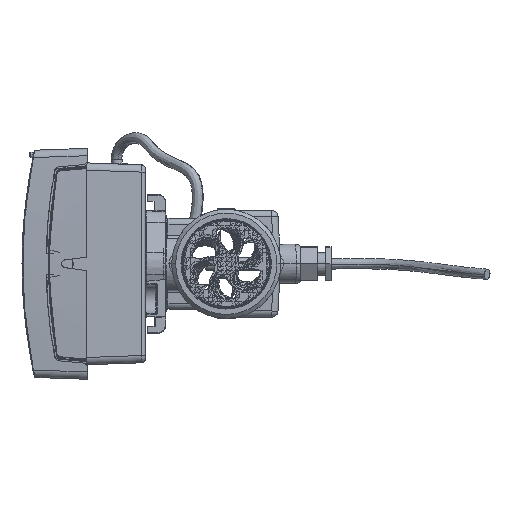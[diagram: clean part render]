
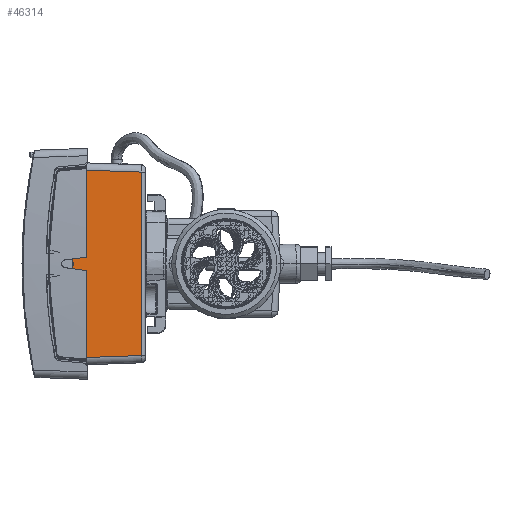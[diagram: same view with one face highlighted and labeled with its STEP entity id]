
A CAD part, left-side view. The second image highlights one B-rep face of the part: STEP entity #46314.
In plain terms, the highlighted planar face has unit normal (-0.999, -0.035, 0).
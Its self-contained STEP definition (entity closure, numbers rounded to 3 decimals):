
#1924=DIRECTION('',(0.,0.,1.));
#1925=VECTOR('',#1924,70.505);
#1926=CARTESIAN_POINT('',(6.949,1.448,-35.252));
#1927=LINE('',#1926,#1925);
#3159=CARTESIAN_POINT('',(6.207,22.7,35.994));
#3812=DIRECTION('',(0.,0.,-1.));
#3813=VECTOR('',#3812,34.85);
#3814=CARTESIAN_POINT('',(5.93,30.65,-0.75));
#3815=LINE('',#3814,#3813);
#3839=CARTESIAN_POINT('',(6.041,27.469,
-0.694));
#3845=DIRECTION('',(0.,0.,-1.));
#3846=VECTOR('',#3845,1.389);
#3847=CARTESIAN_POINT('',(6.041,27.469,0.694));
#3848=LINE('',#3847,#3846);
#3853=DIRECTION('',(0.,0.,1.));
#3854=VECTOR('',#3853,0.059);
#3855=CARTESIAN_POINT('',(6.207,22.7,-35.994));
#3856=LINE('',#3855,#3854);
#3857=CARTESIAN_POINT('',(6.207,22.7,-35.935));
#3858=CARTESIAN_POINT('',(6.207,22.7,-35.898));
#3859=CARTESIAN_POINT('',(6.207,22.718,-35.833));
#3860=CARTESIAN_POINT('',(6.204,22.794,-35.756));
#3861=CARTESIAN_POINT('',(6.202,22.859,-35.736));
#3862=CARTESIAN_POINT('',(6.2,22.897,-35.735));
#3864=DIRECTION('',(0.035,-0.999,0.017));
#3865=VECTOR('',#3864,3.183);
#3866=CARTESIAN_POINT('',(5.93,30.65,-0.75));
#3867=LINE('',#3866,#3865);
#3868=DIRECTION('',(-0.035,0.999,0.017));
#3869=VECTOR('',#3868,3.183);
#3870=CARTESIAN_POINT('',(6.041,27.469,0.694));
#3871=LINE('',#3870,#3869);
#3872=CARTESIAN_POINT('',(6.2,22.897,35.735));
#3873=CARTESIAN_POINT('',(6.202,22.859,35.736));
#3874=CARTESIAN_POINT('',(6.204,22.794,35.755));
#3875=CARTESIAN_POINT('',(6.207,22.718,35.832));
#3876=CARTESIAN_POINT('',(6.207,22.7,35.898));
#3877=CARTESIAN_POINT('',(6.207,22.7,35.935));
#3879=DIRECTION('',(0.,0.,1.));
#3880=VECTOR('',#3879,0.059);
#3881=CARTESIAN_POINT('',(6.207,22.7,35.935));
#3882=LINE('',#3881,#3880);
#3883=DIRECTION('',(0.035,-0.999,-0.035));
#3884=VECTOR('',#3883,21.278);
#3885=CARTESIAN_POINT('',(6.207,22.7,35.994));
#3886=LINE('',#3885,#3884);
#3887=DIRECTION('',(-0.035,0.999,-0.035));
#3888=VECTOR('',#3887,21.278);
#3889=CARTESIAN_POINT('',(6.949,1.448,-35.252));
#3890=LINE('',#3889,#3888);
#15042=DIRECTION('',(0.,0.,-1.));
#15043=VECTOR('',#15042,34.85);
#15044=CARTESIAN_POINT('',(5.93,30.65,35.6));
#15045=LINE('',#15044,#15043);
#18646=DIRECTION('',(-0.035,0.999,-0.017));
#18647=VECTOR('',#18646,7.759);
#18648=CARTESIAN_POINT('',(6.2,22.897,35.735));
#18649=LINE('',#18648,#18647);
#21935=DIRECTION('',(0.035,-0.999,-0.017));
#21936=VECTOR('',#21935,7.759);
#21937=CARTESIAN_POINT('',(5.93,30.65,-35.6));
#21938=LINE('',#21937,#21936);
#35451=CARTESIAN_POINT('',(6.949,1.448,35.252));
#35452=VERTEX_POINT('',#35451);
#35453=CARTESIAN_POINT('',(6.949,1.448,
-35.252));
#35454=VERTEX_POINT('',#35453);
#35756=VERTEX_POINT('',#3159);
#35762=CARTESIAN_POINT('',(6.207,22.7,35.935));
#35763=VERTEX_POINT('',#35762);
#35933=CARTESIAN_POINT('',(5.93,30.65,-0.75));
#35934=VERTEX_POINT('',#35933);
#35935=CARTESIAN_POINT('',(5.93,30.65,-35.6));
#35936=VERTEX_POINT('',#35935);
#35941=VERTEX_POINT('',#3839);
#35942=CARTESIAN_POINT('',(6.041,27.469,
0.694));
#35943=VERTEX_POINT('',#35942);
#35944=CARTESIAN_POINT('',(6.207,22.7,-35.994));
#35945=CARTESIAN_POINT('',(6.207,22.7,-35.935));
#35946=VERTEX_POINT('',#35944);
#35947=VERTEX_POINT('',#35945);
#35948=VERTEX_POINT('',#3862);
#35949=CARTESIAN_POINT('',(5.93,30.65,0.75));
#35950=VERTEX_POINT('',#35949);
#35951=CARTESIAN_POINT('',(5.93,30.65,35.6));
#35952=VERTEX_POINT('',#35951);
#35953=CARTESIAN_POINT('',(6.2,22.897,35.735));
#35954=VERTEX_POINT('',#35953);
#46285=CARTESIAN_POINT('',(7.,0.,-39.326));
#46286=DIRECTION('',(-0.999,-0.035,0.));
#46287=DIRECTION('',(0.,0.,-1.));
#46288=AXIS2_PLACEMENT_3D('',#46285,#46286,#46287);
#46289=PLANE('',#46288);
#46291=ORIENTED_EDGE('',*,*,#46290,.T.);
#46293=ORIENTED_EDGE('',*,*,#46292,.T.);
#46295=ORIENTED_EDGE('',*,*,#46294,.F.);
#46296=ORIENTED_EDGE('',*,*,#46243,.F.);
#46297=ORIENTED_EDGE('',*,*,#46265,.T.);
#46298=ORIENTED_EDGE('',*,*,#46276,.F.);
#46300=ORIENTED_EDGE('',*,*,#46299,.T.);
#46302=ORIENTED_EDGE('',*,*,#46301,.F.);
#46304=ORIENTED_EDGE('',*,*,#46303,.F.);
#46306=ORIENTED_EDGE('',*,*,#46305,.T.);
#46307=ORIENTED_EDGE('',*,*,#45336,.T.);
#46308=ORIENTED_EDGE('',*,*,#45323,.T.);
#46309=ORIENTED_EDGE('',*,*,#43605,.F.);
#46311=ORIENTED_EDGE('',*,*,#46310,.T.);
#46312=EDGE_LOOP('',(#46291,#46293,#46295,#46296,#46297,#46298,#46300,#46302,
#46304,#46306,#46307,#46308,#46309,#46311));
#46313=FACE_OUTER_BOUND('',#46312,.F.);
#46314=ADVANCED_FACE('',(#46313),#46289,.T.);
#3863=B_SPLINE_CURVE_WITH_KNOTS('',3,(#3857,#3858,#3859,#3860,#3861,#3862),
.UNSPECIFIED.,.F.,.F.,(4,1,1,4),(0.,0.333,0.667,1.),
.UNSPECIFIED.);
#3878=B_SPLINE_CURVE_WITH_KNOTS('',3,(#3872,#3873,#3874,#3875,#3876,#3877),
.UNSPECIFIED.,.F.,.F.,(4,1,1,4),(0.,0.333,0.667,1.),
.UNSPECIFIED.);
#43605=EDGE_CURVE('',#35454,#35452,#1927,.T.);
#45323=EDGE_CURVE('',#35756,#35452,#3886,.T.);
#45336=EDGE_CURVE('',#35763,#35756,#3882,.T.);
#46243=EDGE_CURVE('',#35934,#35936,#3815,.T.);
#46265=EDGE_CURVE('',#35934,#35941,#3867,.T.);
#46276=EDGE_CURVE('',#35943,#35941,#3848,.T.);
#46290=EDGE_CURVE('',#35946,#35947,#3856,.T.);
#46292=EDGE_CURVE('',#35947,#35948,#3863,.T.);
#46294=EDGE_CURVE('',#35936,#35948,#21938,.T.);
#46299=EDGE_CURVE('',#35943,#35950,#3871,.T.);
#46301=EDGE_CURVE('',#35952,#35950,#15045,.T.);
#46303=EDGE_CURVE('',#35954,#35952,#18649,.T.);
#46305=EDGE_CURVE('',#35954,#35763,#3878,.T.);
#46310=EDGE_CURVE('',#35454,#35946,#3890,.T.);
